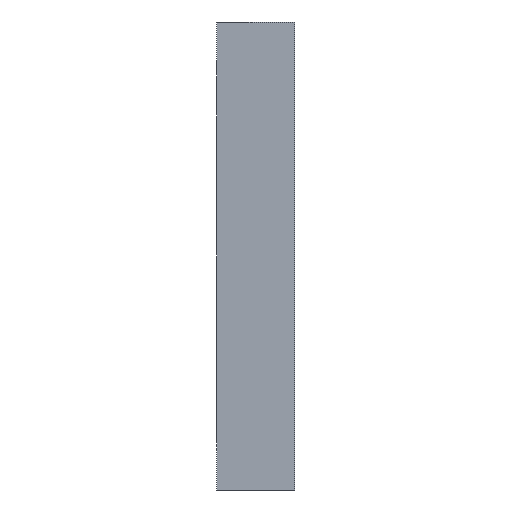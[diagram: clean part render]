
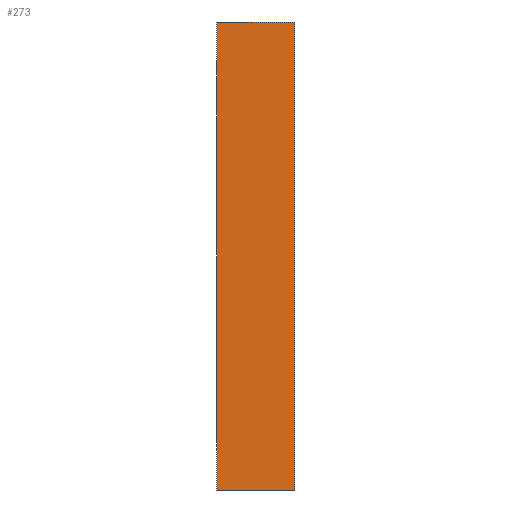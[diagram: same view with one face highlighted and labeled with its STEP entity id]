
A CAD part, left-side view. The second image highlights one B-rep face of the part: STEP entity #273.
In plain terms, the highlighted planar face has unit normal (-1, 0, 0).
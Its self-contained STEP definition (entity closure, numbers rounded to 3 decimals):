
#7 = ORIENTED_EDGE ( 'NONE', *, *, #564, .F. ) ;
#16 = CARTESIAN_POINT ( 'NONE',  ( 0., -10., -12. ) ) ;
#52 = LINE ( 'NONE', #885, #474 ) ;
#117 = CARTESIAN_POINT ( 'NONE',  ( 0., -14., -12. ) ) ;
#120 = EDGE_CURVE ( 'NONE', #725, #289, #279, .T. ) ;
#140 = DIRECTION ( 'NONE',  ( 1., 0., 0. ) ) ;
#145 = VECTOR ( 'NONE', #876, 1000. ) ;
#208 = LINE ( 'NONE', #581, #721 ) ;
#223 = CARTESIAN_POINT ( 'NONE',  ( 0., -10., 12. ) ) ;
#245 = CARTESIAN_POINT ( 'NONE',  ( 0., -14., 12. ) ) ;
#266 = VERTEX_POINT ( 'NONE', #751 ) ;
#273 = ADVANCED_FACE ( 'NONE', ( #443 ), #394, .F. ) ;
#279 = LINE ( 'NONE', #597, #308 ) ;
#289 = VERTEX_POINT ( 'NONE', #223 ) ;
#291 = ORIENTED_EDGE ( 'NONE', *, *, #120, .T. ) ;
#308 = VECTOR ( 'NONE', #738, 1000. ) ;
#325 = VERTEX_POINT ( 'NONE', #16 ) ;
#376 = ORIENTED_EDGE ( 'NONE', *, *, #562, .F. ) ;
#394 = PLANE ( 'NONE',  #740 ) ;
#404 = DIRECTION ( 'NONE',  ( 0., 0., -1. ) ) ;
#443 = FACE_OUTER_BOUND ( 'NONE', #892, .T. ) ;
#456 = EDGE_CURVE ( 'NONE', #289, #325, #208, .T. ) ;
#474 = VECTOR ( 'NONE', #874, 1000. ) ;
#538 = CARTESIAN_POINT ( 'NONE',  ( 0., -14., 12. ) ) ;
#562 = EDGE_CURVE ( 'NONE', #725, #266, #52, .T. ) ;
#564 = EDGE_CURVE ( 'NONE', #266, #325, #880, .T. ) ;
#569 = DIRECTION ( 'NONE',  ( 0., 0., -1. ) ) ;
#581 = CARTESIAN_POINT ( 'NONE',  ( 0., -10., 12. ) ) ;
#597 = CARTESIAN_POINT ( 'NONE',  ( 0., -14., 12. ) ) ;
#721 = VECTOR ( 'NONE', #569, 1000. ) ;
#725 = VERTEX_POINT ( 'NONE', #245 ) ;
#738 = DIRECTION ( 'NONE',  ( 0., 1., 0. ) ) ;
#740 = AXIS2_PLACEMENT_3D ( 'NONE', #538, #140, #404 ) ;
#744 = ORIENTED_EDGE ( 'NONE', *, *, #456, .T. ) ;
#751 = CARTESIAN_POINT ( 'NONE',  ( 0., -14., -12. ) ) ;
#874 = DIRECTION ( 'NONE',  ( 0., 0., -1. ) ) ;
#876 = DIRECTION ( 'NONE',  ( 0., 1., 0. ) ) ;
#880 = LINE ( 'NONE', #117, #145 ) ;
#885 = CARTESIAN_POINT ( 'NONE',  ( 0., -14., 12. ) ) ;
#892 = EDGE_LOOP ( 'NONE', ( #744, #7, #376, #291 ) ) ;
